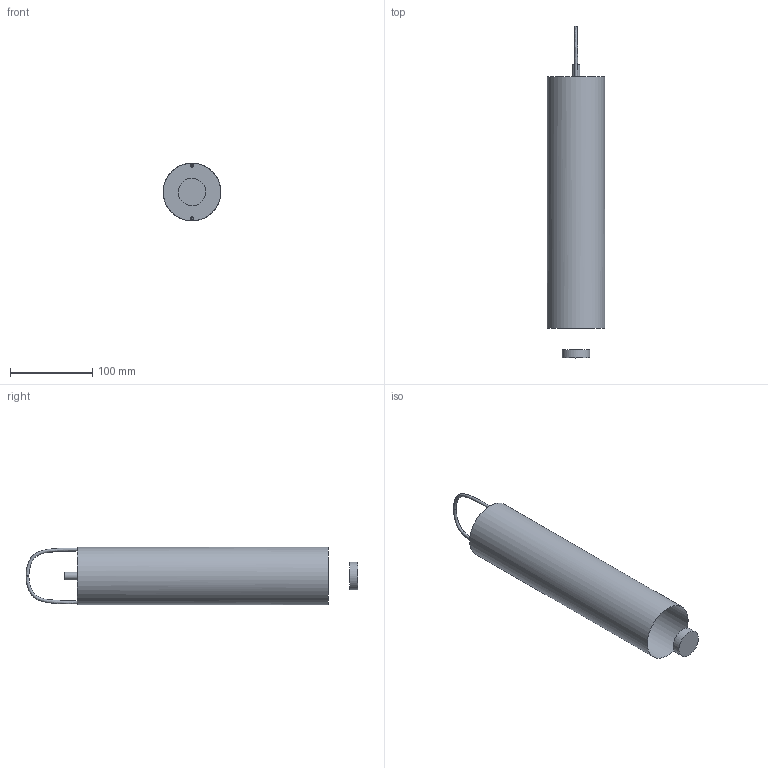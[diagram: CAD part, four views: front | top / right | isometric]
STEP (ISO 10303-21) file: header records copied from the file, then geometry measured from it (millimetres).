
FILE_DESCRIPTION(/* description */ (''),/* implementation_level */ '2;1');
FILE_NAME(/* name */ 'Tp-Analiz v1.step',/* time_stamp */ '2022-12-26T17:52:26+03:00',/* author */ (''),/* organization */ (''),/* preprocessor_version */ 'ST-DEVELOPER v19.2',/* originating_system */ 'Autodesk Translation Framework v11.17.0.187',/* authorisation */ '');
FILE_SCHEMA (('AUTOMOTIVE_DESIGN { 1 0 10303 214 3 1 1 }'));
Length unit declared in the file: millimetre
Products named in the file (2): Tüp-Analiz; Component1
Assembly tree (1 placements, depth 2):
  Tüp-Analiz
    Component1
Bounding box: 70 x 402.89 x 70 mm (x, y, z)
Volume: 1242247.7 mm3; surface area: 80187.6 mm2
Topology: 1 solids, 1 shells, 18 faces, 174 edges, 161 vertices
Faces by surface type: bspline 10, plane 4, cylinder 3, cone 1
Full cylindrical faces by diameter (mm): 9.173 x1, 33.589 x1, 70.002 x1
Entity records: 2841 total; most frequent: CARTESIAN_POINT 1356, ORIENTED_EDGE 348, DIRECTION 331, EDGE_CURVE 174, AXIS2_PLACEMENT_3D 163, VERTEX_POINT 161, CIRCLE 149, EDGE_LOOP 23
